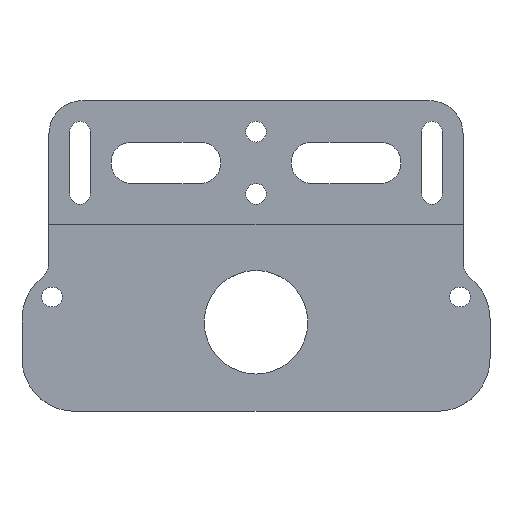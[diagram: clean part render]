
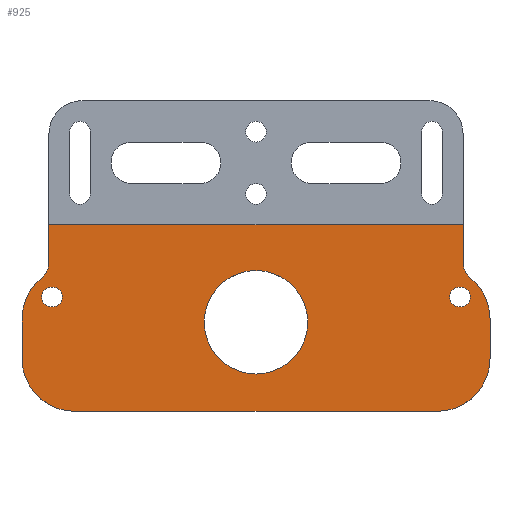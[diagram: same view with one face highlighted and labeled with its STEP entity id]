
A CAD part, top view. The second image highlights one B-rep face of the part: STEP entity #925.
In plain terms, the highlighted planar face has unit normal (0, 0, 1).
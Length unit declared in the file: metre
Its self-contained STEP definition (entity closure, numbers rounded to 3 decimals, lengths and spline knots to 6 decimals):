
#38=LINE('',#1390,#125);
#39=LINE('',#1394,#126);
#40=LINE('',#1395,#127);
#41=LINE('',#1400,#128);
#42=LINE('',#1408,#129);
#43=LINE('',#1412,#130);
#44=LINE('',#1418,#131);
#45=LINE('',#1420,#132);
#46=LINE('',#1422,#133);
#47=LINE('',#1428,#134);
#125=VECTOR('',#1104,1.);
#126=VECTOR('',#1107,1.);
#127=VECTOR('',#1108,1.);
#128=VECTOR('',#1111,1.);
#129=VECTOR('',#1118,1.);
#130=VECTOR('',#1121,1.);
#131=VECTOR('',#1126,1.);
#132=VECTOR('',#1127,1.);
#133=VECTOR('',#1128,1.);
#134=VECTOR('',#1133,1.);
#212=ORIENTED_EDGE('',*,*,#482,.T.);
#213=ORIENTED_EDGE('',*,*,#483,.T.);
#214=ORIENTED_EDGE('',*,*,#484,.T.);
#215=ORIENTED_EDGE('',*,*,#485,.T.);
#216=ORIENTED_EDGE('',*,*,#486,.T.);
#217=ORIENTED_EDGE('',*,*,#487,.T.);
#218=ORIENTED_EDGE('',*,*,#488,.T.);
#219=ORIENTED_EDGE('',*,*,#489,.T.);
#220=ORIENTED_EDGE('',*,*,#490,.T.);
#221=ORIENTED_EDGE('',*,*,#491,.F.);
#222=ORIENTED_EDGE('',*,*,#492,.T.);
#223=ORIENTED_EDGE('',*,*,#493,.F.);
#224=ORIENTED_EDGE('',*,*,#494,.T.);
#225=ORIENTED_EDGE('',*,*,#495,.T.);
#226=ORIENTED_EDGE('',*,*,#496,.F.);
#227=ORIENTED_EDGE('',*,*,#497,.T.);
#228=ORIENTED_EDGE('',*,*,#498,.T.);
#229=ORIENTED_EDGE('',*,*,#499,.T.);
#230=ORIENTED_EDGE('',*,*,#500,.F.);
#231=ORIENTED_EDGE('',*,*,#501,.T.);
#232=ORIENTED_EDGE('',*,*,#502,.T.);
#482=EDGE_CURVE('',#617,#618,#709,.T.);
#483=EDGE_CURVE('',#618,#619,#38,.T.);
#484=EDGE_CURVE('',#619,#620,#710,.T.);
#485=EDGE_CURVE('',#620,#617,#39,.T.);
#486=EDGE_CURVE('',#621,#622,#40,.T.);
#487=EDGE_CURVE('',#622,#623,#711,.T.);
#488=EDGE_CURVE('',#623,#624,#41,.T.);
#489=EDGE_CURVE('',#624,#621,#712,.T.);
#490=EDGE_CURVE('',#625,#625,#713,.T.);
#491=EDGE_CURVE('',#626,#627,#714,.T.);
#492=EDGE_CURVE('',#626,#628,#42,.T.);
#493=EDGE_CURVE('',#629,#628,#715,.T.);
#494=EDGE_CURVE('',#629,#630,#43,.T.);
#495=EDGE_CURVE('',#630,#631,#716,.T.);
#496=EDGE_CURVE('',#632,#631,#717,.T.);
#497=EDGE_CURVE('',#632,#633,#44,.T.);
#498=EDGE_CURVE('',#633,#634,#45,.T.);
#499=EDGE_CURVE('',#634,#635,#46,.T.);
#500=EDGE_CURVE('',#636,#635,#718,.T.);
#501=EDGE_CURVE('',#636,#637,#719,.T.);
#502=EDGE_CURVE('',#637,#627,#47,.T.);
#617=VERTEX_POINT('',#1388);
#618=VERTEX_POINT('',#1389);
#619=VERTEX_POINT('',#1391);
#620=VERTEX_POINT('',#1393);
#621=VERTEX_POINT('',#1396);
#622=VERTEX_POINT('',#1397);
#623=VERTEX_POINT('',#1399);
#624=VERTEX_POINT('',#1401);
#625=VERTEX_POINT('',#1404);
#626=VERTEX_POINT('',#1406);
#627=VERTEX_POINT('',#1407);
#628=VERTEX_POINT('',#1409);
#629=VERTEX_POINT('',#1411);
#630=VERTEX_POINT('',#1413);
#631=VERTEX_POINT('',#1415);
#632=VERTEX_POINT('',#1417);
#633=VERTEX_POINT('',#1419);
#634=VERTEX_POINT('',#1421);
#635=VERTEX_POINT('',#1423);
#636=VERTEX_POINT('',#1425);
#637=VERTEX_POINT('',#1427);
#709=CIRCLE('',#1000,0.002375);
#710=CIRCLE('',#1001,0.002375);
#711=CIRCLE('',#1002,0.002375);
#712=CIRCLE('',#1003,0.002375);
#713=CIRCLE('',#1004,0.0125);
#714=CIRCLE('',#1005,0.0127);
#715=CIRCLE('',#1006,0.0127);
#716=CIRCLE('',#1007,0.0127);
#717=CIRCLE('',#1008,0.005);
#718=CIRCLE('',#1009,0.005);
#719=CIRCLE('',#1010,0.0127);
#757=EDGE_LOOP('',(#212,#213,#214,#215));
#758=EDGE_LOOP('',(#216,#217,#218,#219));
#759=EDGE_LOOP('',(#220));
#760=EDGE_LOOP('',(#221,#222,#223,#224,#225,#226,#227,#228,#229,#230,#231,
#232));
#828=FACE_BOUND('',#757,.T.);
#829=FACE_BOUND('',#758,.T.);
#830=FACE_BOUND('',#759,.T.);
#831=FACE_BOUND('',#760,.T.);
#899=PLANE('',#999);
#925=ADVANCED_FACE('',(#828,#829,#830,#831),#899,.T.);
#999=AXIS2_PLACEMENT_3D('',#1386,#1100,#1101);
#1000=AXIS2_PLACEMENT_3D('',#1387,#1102,#1103);
#1001=AXIS2_PLACEMENT_3D('',#1392,#1105,#1106);
#1002=AXIS2_PLACEMENT_3D('',#1398,#1109,#1110);
#1003=AXIS2_PLACEMENT_3D('',#1402,#1112,#1113);
#1004=AXIS2_PLACEMENT_3D('',#1403,#1114,#1115);
#1005=AXIS2_PLACEMENT_3D('',#1405,#1116,#1117);
#1006=AXIS2_PLACEMENT_3D('',#1410,#1119,#1120);
#1007=AXIS2_PLACEMENT_3D('',#1414,#1122,#1123);
#1008=AXIS2_PLACEMENT_3D('',#1416,#1124,#1125);
#1009=AXIS2_PLACEMENT_3D('',#1424,#1129,#1130);
#1010=AXIS2_PLACEMENT_3D('',#1426,#1131,#1132);
#1100=DIRECTION('',(0.,0.,1.));
#1101=DIRECTION('',(1.,0.,0.));
#1102=DIRECTION('',(0.,0.,-1.));
#1103=DIRECTION('',(1.,0.,0.));
#1104=DIRECTION('',(1.,0.,0.));
#1105=DIRECTION('',(0.,0.,-1.));
#1106=DIRECTION('',(1.,0.,0.));
#1107=DIRECTION('',(-1.,0.,0.));
#1108=DIRECTION('',(-1.,0.,0.));
#1109=DIRECTION('',(0.,0.,-1.));
#1110=DIRECTION('',(1.,0.,0.));
#1111=DIRECTION('',(1.,0.,0.));
#1112=DIRECTION('',(0.,0.,-1.));
#1113=DIRECTION('',(1.,0.,0.));
#1114=DIRECTION('',(0.,0.,-1.));
#1115=DIRECTION('',(1.,0.,0.));
#1116=DIRECTION('',(0.,0.,-1.));
#1117=DIRECTION('',(-0.707,-0.707,0.));
#1118=DIRECTION('',(1.,0.,0.));
#1119=DIRECTION('',(0.,0.,-1.));
#1120=DIRECTION('',(0.707,-0.707,0.));
#1121=DIRECTION('',(0.,1.,0.));
#1122=DIRECTION('',(0.,0.,1.));
#1123=DIRECTION('',(1.,0.,0.));
#1124=DIRECTION('',(0.,0.,1.));
#1125=DIRECTION('',(-0.904,-0.429,0.));
#1126=DIRECTION('',(0.,1.,0.));
#1127=DIRECTION('',(-1.,0.,0.));
#1128=DIRECTION('',(0.,-1.,0.));
#1129=DIRECTION('',(0.,0.,1.));
#1130=DIRECTION('',(0.904,-0.429,0.));
#1131=DIRECTION('',(0.,0.,1.));
#1132=DIRECTION('',(0.,1.,0.));
#1133=DIRECTION('',(0.,-1.,0.));
#1386=CARTESIAN_POINT('',(0.,0.005,0.0025));
#1387=CARTESIAN_POINT('',(0.0491,0.0101,0.0025));
#1388=CARTESIAN_POINT('',(0.0491,0.007725,0.0025));
#1389=CARTESIAN_POINT('',(0.0491,0.012475,0.0025));
#1390=CARTESIAN_POINT('',(0.02455,0.012475,0.0025));
#1391=CARTESIAN_POINT('',(0.0494,0.012475,0.0025));
#1392=CARTESIAN_POINT('',(0.0494,0.0101,0.0025));
#1393=CARTESIAN_POINT('',(0.0494,0.007725,0.0025));
#1394=CARTESIAN_POINT('',(0.0247,0.007725,0.0025));
#1395=CARTESIAN_POINT('',(-0.02455,0.007725,0.0025));
#1396=CARTESIAN_POINT('',(-0.0491,0.007725,0.0025));
#1397=CARTESIAN_POINT('',(-0.0494,0.007725,0.0025));
#1398=CARTESIAN_POINT('',(-0.0494,0.0101,0.0025));
#1399=CARTESIAN_POINT('',(-0.0494,0.012475,0.0025));
#1400=CARTESIAN_POINT('',(-0.0247,0.012475,0.0025));
#1401=CARTESIAN_POINT('',(-0.0491,0.012475,0.0025));
#1402=CARTESIAN_POINT('',(-0.0491,0.0101,0.0025));
#1403=CARTESIAN_POINT('',(0.,0.004,0.0025));
#1404=CARTESIAN_POINT('',(0.0125,0.004,0.0025));
#1405=CARTESIAN_POINT('',(-0.0438,-0.0048,0.0025));
#1406=CARTESIAN_POINT('',(-0.0438,-0.0175,0.0025));
#1407=CARTESIAN_POINT('',(-0.0565,-0.0048,0.0025));
#1408=CARTESIAN_POINT('',(0.0565,-0.0175,0.0025));
#1409=CARTESIAN_POINT('',(0.0438,-0.0175,0.0025));
#1410=CARTESIAN_POINT('',(0.0438,-0.0048,0.0025));
#1411=CARTESIAN_POINT('',(0.0565,-0.0048,0.0025));
#1412=CARTESIAN_POINT('',(0.0565,0.0175,0.0025));
#1413=CARTESIAN_POINT('',(0.0565,0.0048,0.0025));
#1414=CARTESIAN_POINT('',(0.0438,0.0048,0.0025));
#1415=CARTESIAN_POINT('',(0.051836,0.014634,0.0025));
#1416=CARTESIAN_POINT('',(0.055,0.018506,0.0025));
#1417=CARTESIAN_POINT('',(0.05,0.018506,0.0025));
#1418=CARTESIAN_POINT('',(0.05,0.010442,0.0025));
#1419=CARTESIAN_POINT('',(0.05,0.0275,0.0025));
#1420=CARTESIAN_POINT('',(-0.05,0.0275,0.0025));
#1421=CARTESIAN_POINT('',(-0.05,0.0275,0.0025));
#1422=CARTESIAN_POINT('',(-0.05,0.0175,0.0025));
#1423=CARTESIAN_POINT('',(-0.05,0.018506,0.0025));
#1424=CARTESIAN_POINT('',(-0.055,0.018506,0.0025));
#1425=CARTESIAN_POINT('',(-0.051836,0.014634,0.0025));
#1426=CARTESIAN_POINT('',(-0.0438,0.0048,0.0025));
#1427=CARTESIAN_POINT('',(-0.0565,0.0048,0.0025));
#1428=CARTESIAN_POINT('',(-0.0565,-0.0175,0.0025));
